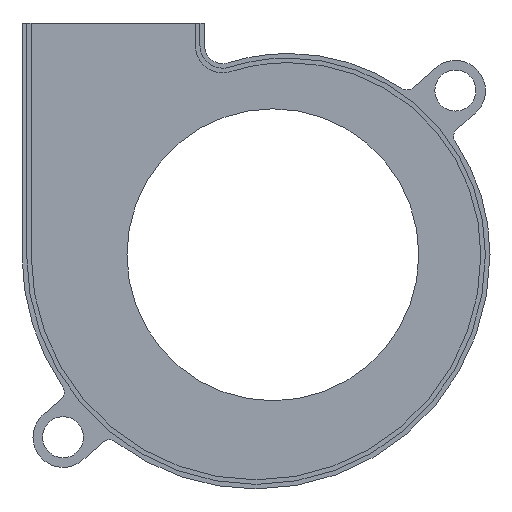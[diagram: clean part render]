
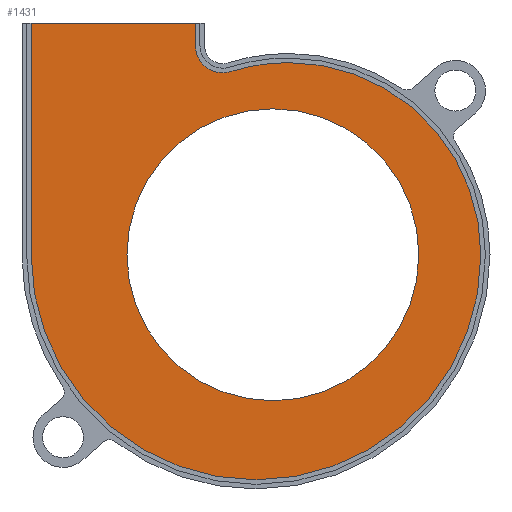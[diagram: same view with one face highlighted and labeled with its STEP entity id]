
A CAD part, front view. The second image highlights one B-rep face of the part: STEP entity #1431.
In plain terms, the highlighted planar face has unit normal (0, -1, 0).
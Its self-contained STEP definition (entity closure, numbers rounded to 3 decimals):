
#240=CARTESIAN_POINT('',(-5.5,-1.2,22.956));
#241=DIRECTION('',(0.,1.,0.));
#242=DIRECTION('',(0.,0.,-1.));
#243=AXIS2_PLACEMENT_3D('',#240,#241,#242);
#248=CARTESIAN_POINT('',(-5.5,-1.2,22.956));
#249=DIRECTION('',(0.,1.,0.));
#250=DIRECTION('',(0.3,0.,-0.954));
#251=AXIS2_PLACEMENT_3D('',#248,#249,#250);
#256=CARTESIAN_POINT('',(1.732,-1.2,0.));
#257=DIRECTION('',(0.,-1.,0.));
#258=DIRECTION('',(0.,0.,1.));
#259=AXIS2_PLACEMENT_3D('',#256,#257,#258);
#264=CARTESIAN_POINT('',(1.732,-1.2,0.));
#265=DIRECTION('',(0.,-1.,0.));
#266=DIRECTION('',(1.,0.,0.));
#267=AXIS2_PLACEMENT_3D('',#264,#265,#266);
#272=CARTESIAN_POINT('',(-1.85,-1.2,-0.017));
#273=DIRECTION('',(0.,-1.,0.));
#274=DIRECTION('',(0.,0.,-1.));
#275=AXIS2_PLACEMENT_3D('',#272,#273,#274);
#280=CARTESIAN_POINT('',(-1.85,-1.2,-0.017));
#281=DIRECTION('',(0.,-1.,0.));
#282=DIRECTION('',(-1.,0.,0.001));
#283=AXIS2_PLACEMENT_3D('',#280,#281,#282);
#288=CARTESIAN_POINT('',(0.,-1.2,0.));
#289=DIRECTION('',(0.,1.,0.));
#290=DIRECTION('',(0.,0.,-1.));
#291=AXIS2_PLACEMENT_3D('',#288,#289,#290);
#296=CARTESIAN_POINT('',(0.,-1.2,0.));
#297=DIRECTION('',(0.,1.,0.));
#298=DIRECTION('',(0.,0.,1.));
#299=AXIS2_PLACEMENT_3D('',#296,#297,#298);
#353=DIRECTION('',(1.,0.,0.));
#354=VECTOR('',#353,18.);
#355=CARTESIAN_POINT('',(-26.5,-1.2,25.4));
#356=LINE('',#355,#354);
#1077=DIRECTION('',(0.,0.,-1.));
#1078=VECTOR('',#1077,2.444);
#1079=CARTESIAN_POINT('',(-8.5,-1.2,25.4));
#1080=LINE('',#1079,#1078);
#1105=DIRECTION('',(0.,0.,1.));
#1106=VECTOR('',#1105,25.4);
#1107=CARTESIAN_POINT('',(-26.5,-1.2,0.));
#1108=LINE('',#1107,#1106);
#1198=CARTESIAN_POINT('',(-26.5,-1.2,25.4));
#1199=VERTEX_POINT('',#1198);
#1200=CARTESIAN_POINT('',(-8.5,-1.2,22.956));
#1201=VERTEX_POINT('',#1200);
#1202=CARTESIAN_POINT('',(-4.599,-1.2,20.094));
#1203=VERTEX_POINT('',#1202);
#1226=CARTESIAN_POINT('',(-8.5,-1.2,25.4));
#1227=VERTEX_POINT('',#1226);
#1230=CARTESIAN_POINT('',(-26.5,-1.2,0.));
#1231=VERTEX_POINT('',#1230);
#1232=CARTESIAN_POINT('',(22.8,-1.2,0.));
#1233=VERTEX_POINT('',#1232);
#1234=CARTESIAN_POINT('',(-5.5,-1.2,19.956));
#1235=VERTEX_POINT('',#1234);
#1256=CARTESIAN_POINT('',(1.732,-1.2,21.068));
#1257=VERTEX_POINT('',#1256);
#1258=CARTESIAN_POINT('',(-1.85,-1.2,-24.667));
#1259=VERTEX_POINT('',#1258);
#1314=CARTESIAN_POINT('',(0.,-1.2,-16.));
#1316=VERTEX_POINT('',#1314);
#1318=CARTESIAN_POINT('',(0.,-1.2,16.));
#1320=VERTEX_POINT('',#1318);
#1402=CARTESIAN_POINT('',(-23.,-1.2,-20.));
#1403=DIRECTION('',(0.,-1.,0.));
#1404=DIRECTION('',(0.,0.,-1.));
#1405=AXIS2_PLACEMENT_3D('',#1402,#1403,#1404);
#1406=PLANE('',#1405);
#1408=ORIENTED_EDGE('',*,*,#1407,.T.);
#1410=ORIENTED_EDGE('',*,*,#1409,.T.);
#1411=ORIENTED_EDGE('',*,*,#1389,.F.);
#1412=ORIENTED_EDGE('',*,*,#1397,.F.);
#1414=ORIENTED_EDGE('',*,*,#1413,.F.);
#1416=ORIENTED_EDGE('',*,*,#1415,.F.);
#1418=ORIENTED_EDGE('',*,*,#1417,.F.);
#1420=ORIENTED_EDGE('',*,*,#1419,.F.);
#1422=ORIENTED_EDGE('',*,*,#1421,.T.);
#1423=EDGE_LOOP('',(#1408,#1410,#1411,#1412,#1414,#1416,#1418,#1420,#1422));
#1424=FACE_OUTER_BOUND('',#1423,.F.);
#1426=ORIENTED_EDGE('',*,*,#1425,.F.);
#1428=ORIENTED_EDGE('',*,*,#1427,.F.);
#1429=EDGE_LOOP('',(#1426,#1428));
#1430=FACE_BOUND('',#1429,.F.);
#244=CIRCLE('',#243,3.);
#252=CIRCLE('',#251,3.);
#260=CIRCLE('',#259,21.068);
#268=CIRCLE('',#267,21.068);
#276=CIRCLE('',#275,24.65);
#284=CIRCLE('',#283,24.65);
#292=CIRCLE('',#291,16.);
#300=CIRCLE('',#299,16.);
#1389=EDGE_CURVE('',#1235,#1201,#244,.T.);
#1397=EDGE_CURVE('',#1203,#1235,#252,.T.);
#1407=EDGE_CURVE('',#1199,#1227,#356,.T.);
#1409=EDGE_CURVE('',#1227,#1201,#1080,.T.);
#1413=EDGE_CURVE('',#1257,#1203,#260,.T.);
#1415=EDGE_CURVE('',#1233,#1257,#268,.T.);
#1417=EDGE_CURVE('',#1259,#1233,#276,.T.);
#1419=EDGE_CURVE('',#1231,#1259,#284,.T.);
#1421=EDGE_CURVE('',#1231,#1199,#1108,.T.);
#1425=EDGE_CURVE('',#1316,#1320,#292,.T.);
#1427=EDGE_CURVE('',#1320,#1316,#300,.T.);
#1431=ADVANCED_FACE('',(#1424,#1430),#1406,.T.);
